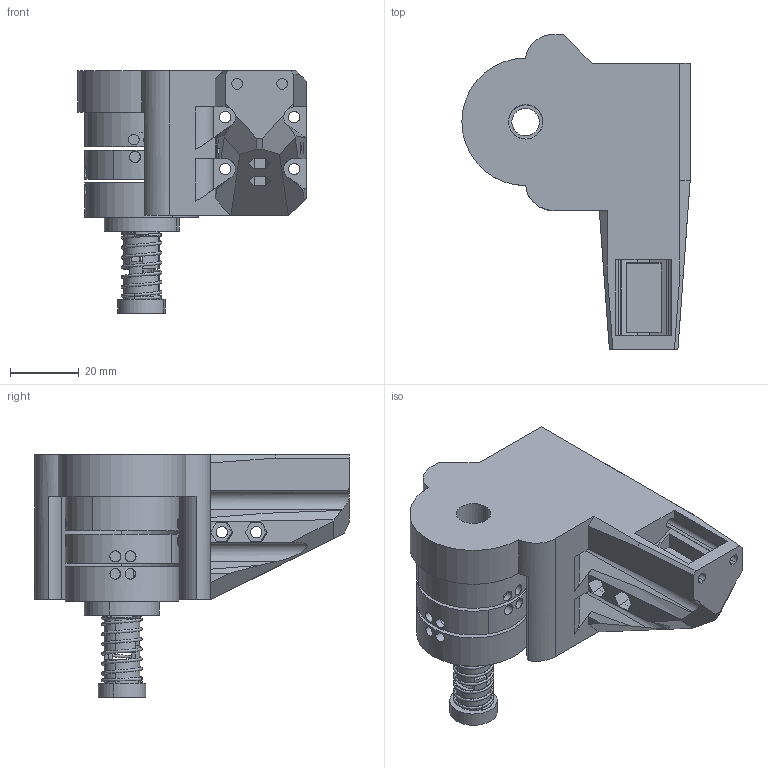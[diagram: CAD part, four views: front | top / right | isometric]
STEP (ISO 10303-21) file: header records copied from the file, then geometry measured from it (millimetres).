
FILE_DESCRIPTION (( 'STEP AP203' ), '1' );
FILE_NAME ('Bed-Arm-Wobble-Ring.BACK.STEP', '2021-07-24T17:53:34', ( '' ), ( '' ), 'SwSTEP 2.0', 'SolidWorks 2019', '' );
FILE_SCHEMA (( 'CONFIG_CONTROL_DESIGN' ));
Length unit declared in the file: millimetre
Products named in the file (6): W-Ring-BTM-V2; W-Ring-TOP-V2; Bed-Arm-BACK.wobble; Bed-Arm-Wobble-Ring.BACK; W-Ring-MIDDLE-V2; TR08
Assembly tree (5 placements, depth 2):
  Bed-Arm-Wobble-Ring.BACK
    Bed-Arm-BACK.wobble
    TR08
    W-Ring-TOP-V2
    W-Ring-MIDDLE-V2
    W-Ring-BTM-V2
Bounding box: 66.25 x 91.3 x 70.38 mm (x, y, z)
Volume: 116043.7 mm3; surface area: 37003 mm2
Topology: 7 solids, 7 shells, 380 faces, 1019 edges, 678 vertices
Faces by surface type: plane 233, cylinder 137, bspline 10
Entity records: 16082 total; most frequent: CARTESIAN_POINT 5696, ORIENTED_EDGE 2038, DIRECTION 1971, EDGE_CURVE 1019, VERTEX_POINT 678, AXIS2_PLACEMENT_3D 662, LINE 647, VECTOR 647
